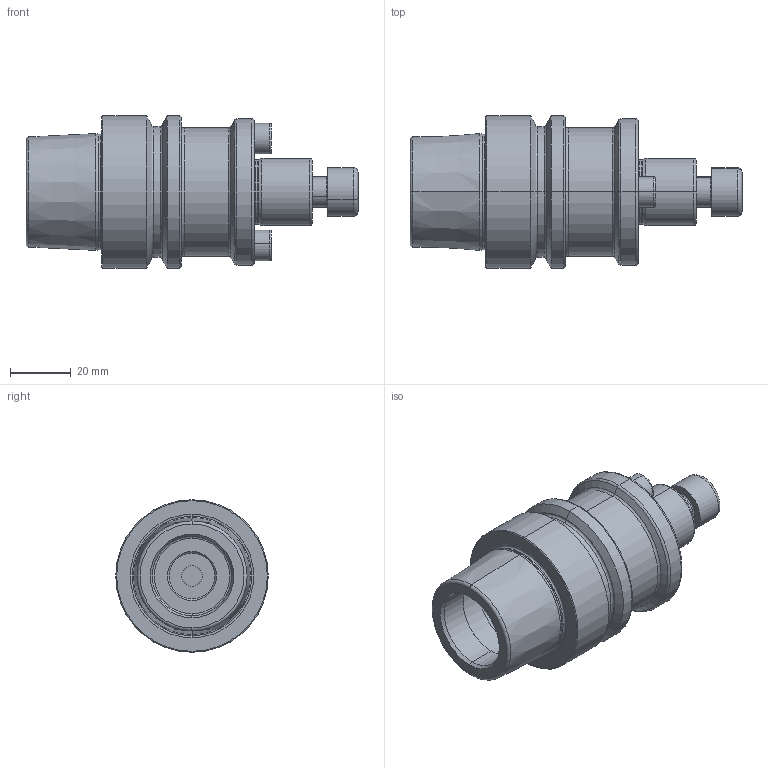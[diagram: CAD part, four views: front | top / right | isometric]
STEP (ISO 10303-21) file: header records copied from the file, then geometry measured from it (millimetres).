
FILE_DESCRIPTION (( 'STEP AP214' ), '1' );
FILE_NAME ('HE5.D22.001.050.STEP', '2011-10-06T11:21:47', ( 'SwiAdmin' ), ( '' ), 'SwSTEP 2.0', 'SolidWorks 2011', '' );
FILE_SCHEMA (( 'AUTOMOTIVE_DESIGN' ));
Length unit declared in the file: millimetre
Products named in the file (4): HE5.D22.001.050; HE5-D22.001.050_A_Fertigbearbeitung; D22-ER2.001.017_B; D22-ER1.002.025_A_Default
Assembly tree (4 placements, depth 2):
  HE5.D22.001.050
    D22-ER2.001.017_B  x2
    D22-ER1.002.025_A_Default
    HE5-D22.001.050_A_Fertigbearbeitung
Bounding box: 108.9 x 50 x 50 mm (x, y, z)
Volume: 96302.8 mm3; surface area: 24602.3 mm2
Topology: 4 solids, 4 shells, 239 faces, 512 edges, 291 vertices
Faces by surface type: cone 68, torus 64, cylinder 60, plane 47
Entity records: 5834 total; most frequent: DIRECTION 1033, CARTESIAN_POINT 943, ORIENTED_EDGE 802, AXIS2_PLACEMENT_3D 446, EDGE_CURVE 401, CIRCLE 245, VERTEX_POINT 230, EDGE_LOOP 213
